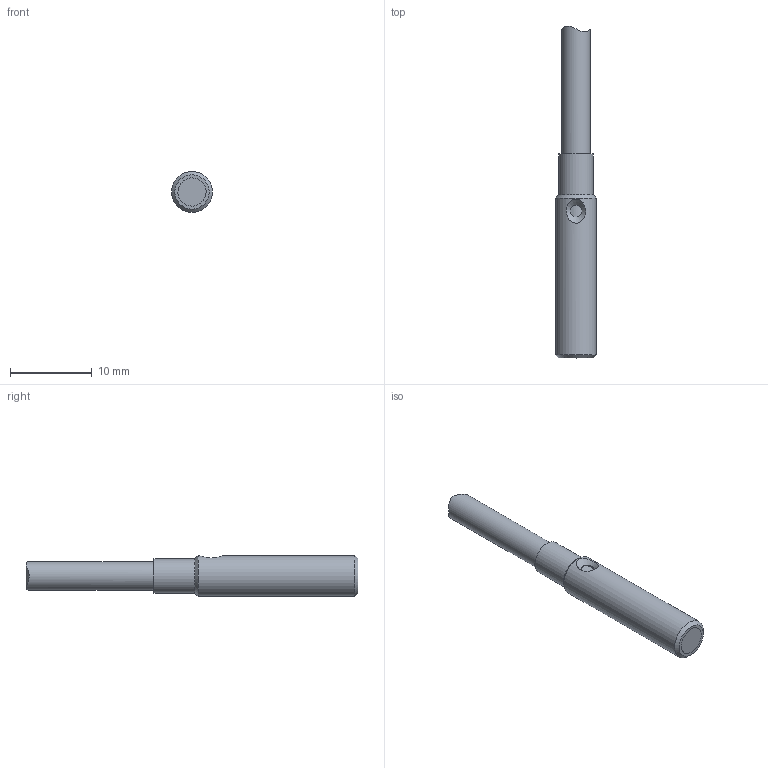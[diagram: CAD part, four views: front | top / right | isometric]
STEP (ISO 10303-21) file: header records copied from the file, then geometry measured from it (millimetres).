
FILE_DESCRIPTION (( 'STEP AP214' ), '1' );
FILE_NAME ('PD1-AN-1A.STEP', '2018-04-11T13:45:02', ( '' ), ( '' ), 'SwSTEP 2.0', 'SolidWorks 2017', '' );
FILE_SCHEMA (( 'AUTOMOTIVE_DESIGN' ));
Length unit declared in the file: inch
Products named in the file (1): PD1-AN-1A
Bounding box: 5 x 40.68 x 5 mm (x, y, z)
Volume: 832.5 mm3; surface area: 862.4 mm2
Topology: 2 solids, 2 shells, 15 faces, 29 edges, 21 vertices
Faces by surface type: cylinder 5, plane 5, cone 3, bspline 2
Full cylindrical faces by diameter (mm): 3.5 x1, 4.2 x1, 5 x1
Entity records: 598 total; most frequent: CARTESIAN_POINT 296, DIRECTION 47, ORIENTED_EDGE 38, EDGE_LOOP 24, AXIS2_PLACEMENT_3D 22, EDGE_CURVE 19, FACE_OUTER_BOUND 18, VERTEX_POINT 17
